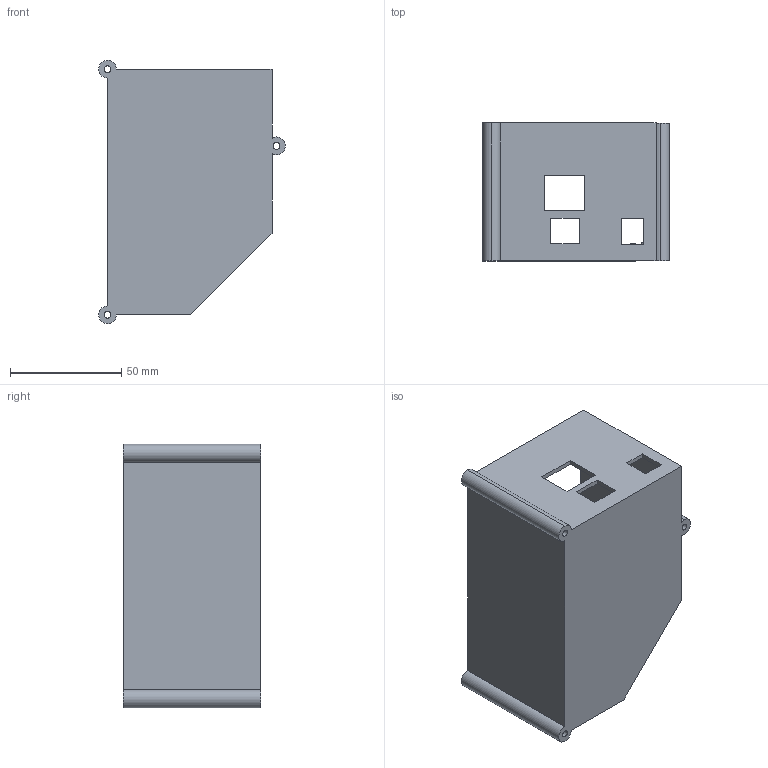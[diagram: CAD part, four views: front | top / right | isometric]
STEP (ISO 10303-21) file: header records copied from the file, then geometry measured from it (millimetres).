
FILE_DESCRIPTION (( 'STEP AP214' ), '1' );
FILE_NAME ('boitier-bottom.STEP', '2015-07-06T07:28:21', ( '' ), ( '' ), 'SwSTEP 2.0', 'SolidWorks 2013', '' );
FILE_SCHEMA (( 'AUTOMOTIVE_DESIGN' ));
Length unit declared in the file: millimetre
Products named in the file (1): boitier-bottom
Bounding box: 84 x 62 x 118.5 mm (x, y, z)
Volume: 51969.6 mm3; surface area: 51056 mm2
Topology: 1 solids, 1 shells, 97 faces, 247 edges, 164 vertices
Faces by surface type: plane 67, cylinder 22, cone 8
Entity records: 2983 total; most frequent: CARTESIAN_POINT 509, DIRECTION 503, ORIENTED_EDGE 494, EDGE_CURVE 247, VECTOR 187, LINE 187, VERTEX_POINT 164, AXIS2_PLACEMENT_3D 158
